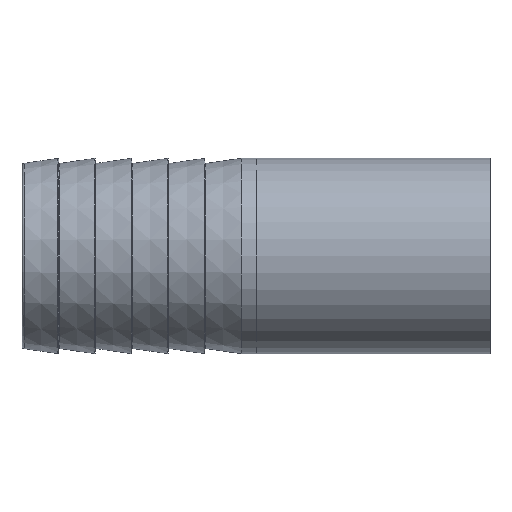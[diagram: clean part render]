
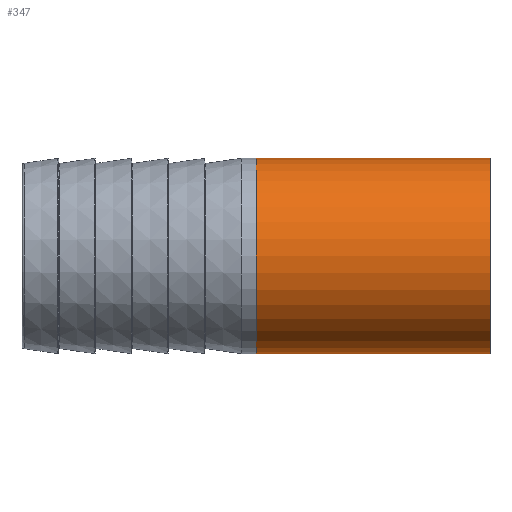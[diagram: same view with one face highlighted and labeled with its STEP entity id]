
A CAD part, front view. The second image highlights one B-rep face of the part: STEP entity #347.
In plain terms, the highlighted cylindrical face has radius 16.744 mm (diameter 33.489 mm), a full revolution.
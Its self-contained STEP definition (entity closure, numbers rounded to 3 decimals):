
#46=FACE_BOUND('',#115,.T.);
#79=FACE_OUTER_BOUND('',#114,.T.);
#114=EDGE_LOOP('',(#279));
#115=EDGE_LOOP('',(#280));
#178=CIRCLE('',#384,16.744);
#180=CIRCLE('',#387,16.744);
#211=VERTEX_POINT('',#587);
#213=VERTEX_POINT('',#592);
#244=EDGE_CURVE('',#211,#211,#178,.T.);
#246=EDGE_CURVE('',#213,#213,#180,.T.);
#279=ORIENTED_EDGE('',*,*,#244,.F.);
#280=ORIENTED_EDGE('',*,*,#246,.T.);
#342=CYLINDRICAL_SURFACE('',#386,16.744);
#347=ADVANCED_FACE('',(#79,#46),#342,.T.);
#384=AXIS2_PLACEMENT_3D('',#588,#456,#457);
#386=AXIS2_PLACEMENT_3D('',#591,#460,#461);
#387=AXIS2_PLACEMENT_3D('',#593,#462,#463);
#456=DIRECTION('center_axis',(-1.,0.,0.));
#457=DIRECTION('ref_axis',(0.,0.,1.));
#460=DIRECTION('center_axis',(-1.,0.,0.));
#461=DIRECTION('ref_axis',(0.,0.,1.));
#462=DIRECTION('center_axis',(-1.,0.,0.));
#463=DIRECTION('ref_axis',(0.,0.,1.));
#587=CARTESIAN_POINT('',(-8.75,0.,-16.744));
#588=CARTESIAN_POINT('Origin',(-8.75,0.,0.));
#591=CARTESIAN_POINT('Origin',(31.25,0.,0.));
#592=CARTESIAN_POINT('',(31.25,0.,-16.744));
#593=CARTESIAN_POINT('Origin',(31.25,0.,0.));
